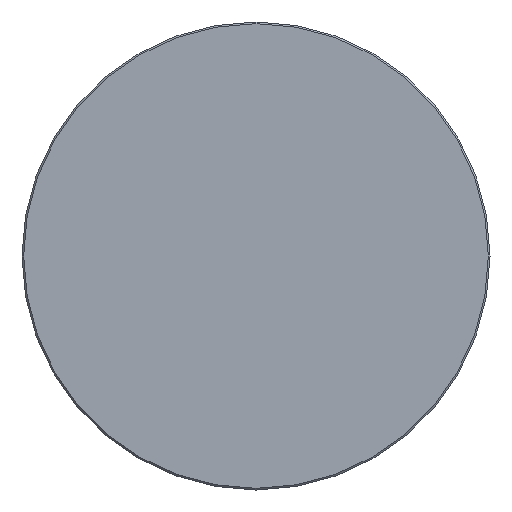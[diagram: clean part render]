
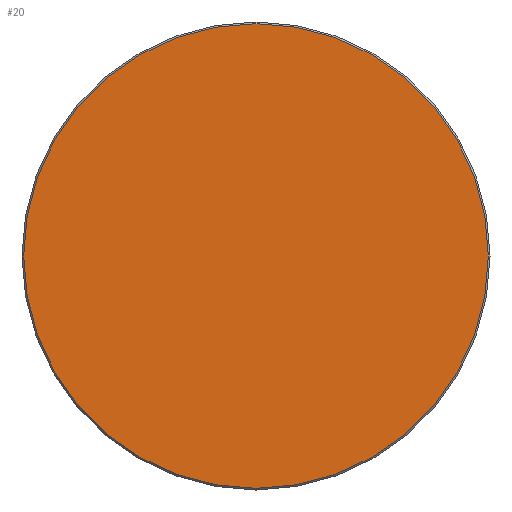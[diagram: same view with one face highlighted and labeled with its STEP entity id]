
A CAD part, left-side view. The second image highlights one B-rep face of the part: STEP entity #20.
In plain terms, the highlighted planar face has unit normal (-1, 0, 0).
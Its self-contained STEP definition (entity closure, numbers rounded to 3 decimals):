
#20 = ADVANCED_FACE ( 'NONE', ( #647 ), #439, .F. ) ;
#67 = ORIENTED_EDGE ( 'NONE', *, *, #826, .T. ) ;
#100 = VERTEX_POINT ( 'NONE', #798 ) ;
#108 = CARTESIAN_POINT ( 'NONE',  ( 0., 0., -41.7 ) ) ;
#194 = DIRECTION ( 'NONE',  ( -1., 0., 0. ) ) ;
#269 = CIRCLE ( 'NONE', #664, 41.7 ) ;
#275 = CARTESIAN_POINT ( 'NONE',  ( 0., 0., 0. ) ) ;
#439 = PLANE ( 'NONE',  #528 ) ;
#442 = DIRECTION ( 'NONE',  ( 0., 0., 1. ) ) ;
#517 = DIRECTION ( 'NONE',  ( -1., 0., 0. ) ) ;
#528 = AXIS2_PLACEMENT_3D ( 'NONE', #745, #960, #818 ) ;
#563 = CIRCLE ( 'NONE', #922, 41.7 ) ;
#588 = EDGE_LOOP ( 'NONE', ( #800, #67 ) ) ;
#647 = FACE_OUTER_BOUND ( 'NONE', #588, .T. ) ;
#664 = AXIS2_PLACEMENT_3D ( 'NONE', #275, #194, #878 ) ;
#670 = EDGE_CURVE ( 'NONE', #946, #100, #269, .T. ) ;
#744 = CARTESIAN_POINT ( 'NONE',  ( 0., 0., 0. ) ) ;
#745 = CARTESIAN_POINT ( 'NONE',  ( 0., 0., 0. ) ) ;
#798 = CARTESIAN_POINT ( 'NONE',  ( 0., 0., 41.7 ) ) ;
#800 = ORIENTED_EDGE ( 'NONE', *, *, #670, .T. ) ;
#818 = DIRECTION ( 'NONE',  ( 0., 0., -1. ) ) ;
#826 = EDGE_CURVE ( 'NONE', #100, #946, #563, .T. ) ;
#878 = DIRECTION ( 'NONE',  ( 0., 0., 1. ) ) ;
#922 = AXIS2_PLACEMENT_3D ( 'NONE', #744, #517, #442 ) ;
#946 = VERTEX_POINT ( 'NONE', #108 ) ;
#960 = DIRECTION ( 'NONE',  ( 1., 0., 0. ) ) ;
